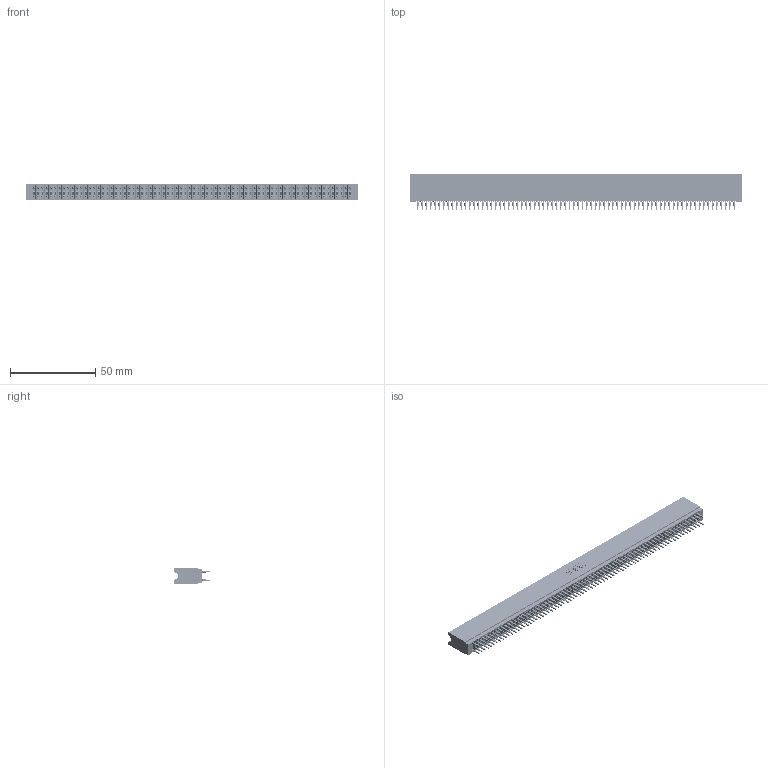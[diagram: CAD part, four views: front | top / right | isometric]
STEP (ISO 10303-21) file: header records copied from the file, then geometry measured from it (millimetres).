
FILE_DESCRIPTION (( 'STEP AP203' ), '1' );
FILE_NAME ('745-148-560-206.STEP', '2026-02-27T04:57:00', ( '' ), ( '' ), 'SwSTEP 2.0', 'SolidWorks 2023', '' );
FILE_SCHEMA (( 'CONFIG_CONTROL_DESIGN' ));
Length unit declared in the file: millimetre
Products named in the file (3): 745-148-560-206; 745-292-001_560; 745 Part_Insulator Option - 06
Assembly tree (149 placements, depth 2):
  745-148-560-206
    745 Part_Insulator Option - 06
    745-292-001_560  x148
Bounding box: 194.56 x 21.22 x 8.89 mm (x, y, z)
Volume: 17853.4 mm3; surface area: 39397.3 mm2
Topology: 149 solids, 149 shells, 14674 faces, 40146 edges, 25480 vertices
Faces by surface type: plane 7604, cylinder 3222, bspline 2960, torus 888
Entity records: 120555 total; most frequent: CARTESIAN_POINT 21404, ORIENTED_EDGE 20904, DIRECTION 18238, EDGE_CURVE 10452, VECTOR 9818, LINE 9818, VERTEX_POINT 6664, AXIS2_PLACEMENT_3D 4210
